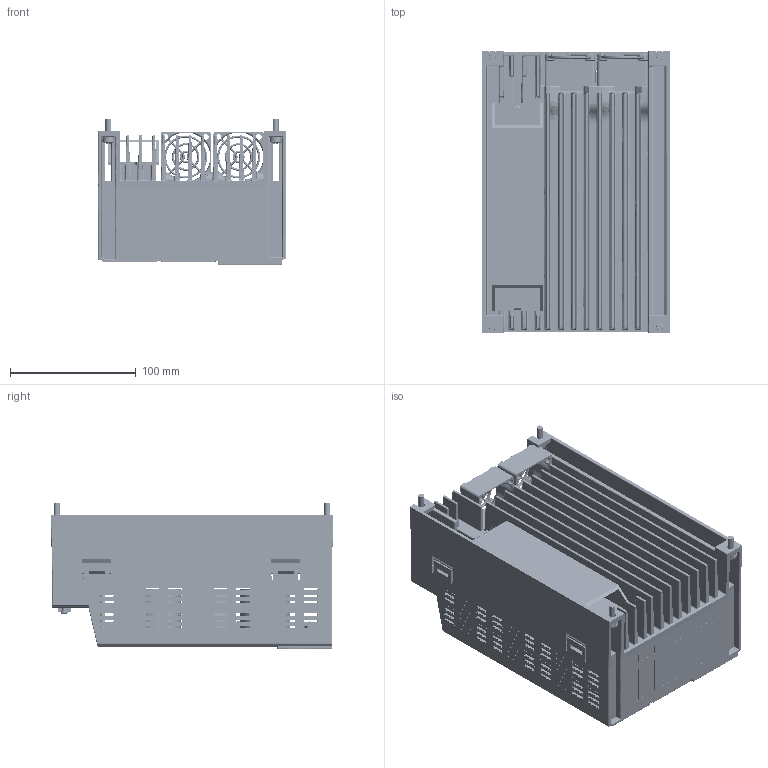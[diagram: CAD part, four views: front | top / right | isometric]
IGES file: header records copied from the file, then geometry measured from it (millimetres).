
Global section: file name: 46HDM5F-20P4-2A-220805.igs; native system: Rhinoceros ( Apr  4 2016 ); preprocessor: Trout Lake IGES 012 Apr  4 2016; date: 220805.091900; units: millimetre
Bounding box: 149 x 224.36 x 115.8 mm (x, y, z)
Surface area: 542756.5 mm2 (no closed solid volume)
Topology: 0 solids, 0 shells, 8160 faces, 48101 edges, 47934 vertices
Faces by surface type: bspline 8160
